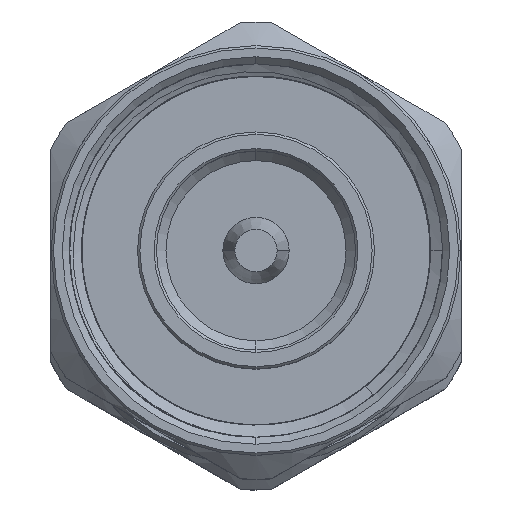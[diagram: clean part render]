
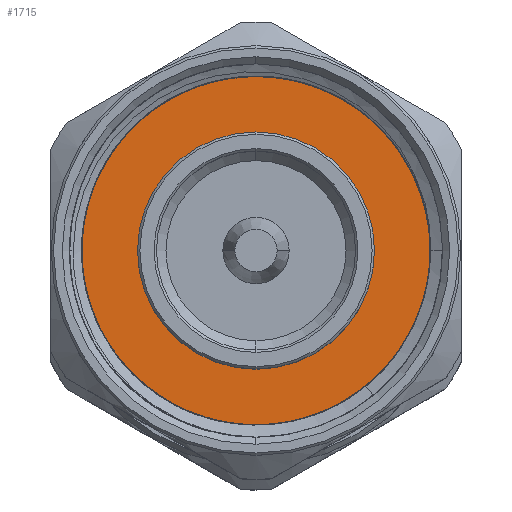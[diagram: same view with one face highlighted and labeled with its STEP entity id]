
A CAD part, top view. The second image highlights one B-rep face of the part: STEP entity #1715.
In plain terms, the highlighted face is planar.
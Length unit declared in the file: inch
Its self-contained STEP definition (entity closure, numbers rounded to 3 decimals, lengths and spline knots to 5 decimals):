
#49 = CARTESIAN_POINT ( 'NONE',  ( 0.3317, 0.07264, -0.37827 ) ) ;
#75 = CARTESIAN_POINT ( 'NONE',  ( 0.3317, 0.26397, -0.26976 ) ) ;
#133 = CARTESIAN_POINT ( 'NONE',  ( 0.3317, 0.25057, -0.28294 ) ) ;
#167 = CARTESIAN_POINT ( 'NONE',  ( 0.3317, -0.21342, -0.32895 ) ) ;
#417 = EDGE_CURVE ( 'NONE', #1802, #1286, #3276, .T. ) ;
#442 = AXIS2_PLACEMENT_3D ( 'NONE', #1915, #4209, #3690 ) ;
#456 = EDGE_CURVE ( 'NONE', #2941, #1802, #4486, .T. ) ;
#566 = CARTESIAN_POINT ( 'NONE',  ( 0.3317, -0.27282, -0.28385 ) ) ;
#627 = CARTESIAN_POINT ( 'NONE',  ( 0.3317, 0.01709, -0.38465 ) ) ;
#656 = CARTESIAN_POINT ( 'NONE',  ( 0.3317, -0.09337, -0.37703 ) ) ;
#811 = DIRECTION ( 'NONE',  ( 0., -1., 0. ) ) ;
#965 = ORIENTED_EDGE ( 'NONE', *, *, #5647, .F. ) ;
#995 = FACE_BOUND ( 'NONE', #4276, .T. ) ;
#1007 = CARTESIAN_POINT ( 'NONE',  ( 0.3317, -0.01075, -0.38563 ) ) ;
#1040 = CARTESIAN_POINT ( 'NONE',  ( 0.3317, -0.19728, -0.33825 ) ) ;
#1101 = CARTESIAN_POINT ( 'NONE',  ( 0.3317, 0.02643, -0.38387 ) ) ;
#1286 = VERTEX_POINT ( 'NONE', #5880 ) ;
#1361 = ORIENTED_EDGE ( 'NONE', *, *, #1631, .T. ) ;
#1474 = VERTEX_POINT ( 'NONE', #2606 ) ;
#1578 = CARTESIAN_POINT ( 'NONE',  ( 0.3317, -0.05683, -0.38319 ) ) ;
#1631 = EDGE_CURVE ( 'NONE', #1286, #4959, #5839, .T. ) ;
#1642 = AXIS2_PLACEMENT_3D ( 'NONE', #3636, #4116, #6037 ) ;
#1671 = CARTESIAN_POINT ( 'NONE',  ( 0.3317, -0.3937, 0. ) ) ;
#1715 = ADVANCED_FACE ( 'NONE', ( #995, #2909 ), #2184, .T. ) ;
#1779 = AXIS2_PLACEMENT_3D ( 'NONE', #1860, #1793, #811 ) ;
#1793 = DIRECTION ( 'NONE',  ( -1., 0., 0. ) ) ;
#1802 = VERTEX_POINT ( 'NONE', #1671 ) ;
#1860 = CARTESIAN_POINT ( 'NONE',  ( 0.3317, 0., 0. ) ) ;
#1915 = CARTESIAN_POINT ( 'NONE',  ( 0.3317, 0., 0. ) ) ;
#1934 = CARTESIAN_POINT ( 'NONE',  ( 0.3317, 0., 0. ) ) ;
#2054 = CARTESIAN_POINT ( 'NONE',  ( 0.3317, -0.16408, -0.3544 ) ) ;
#2086 = CARTESIAN_POINT ( 'NONE',  ( 0.3317, -0.259, -0.29645 ) ) ;
#2169 = ORIENTED_EDGE ( 'NONE', *, *, #456, .T. ) ;
#2184 = PLANE ( 'NONE',  #1642 ) ;
#2422 = CARTESIAN_POINT ( 'NONE',  ( 0.3317, 0., 0. ) ) ;
#2450 = DIRECTION ( 'NONE',  ( 0., -1., 0. ) ) ;
#2606 = CARTESIAN_POINT ( 'NONE',  ( 0.3317, 0.24999, 0. ) ) ;
#2700 = CARTESIAN_POINT ( 'NONE',  ( 0.3317, 0.36833, 0. ) ) ;
#2792 = ORIENTED_EDGE ( 'NONE', *, *, #3538, .F. ) ;
#2852 = EDGE_LOOP ( 'NONE', ( #2169, #5798, #1361, #3096 ) ) ;
#2909 = FACE_OUTER_BOUND ( 'NONE', #2852, .T. ) ;
#2941 = VERTEX_POINT ( 'NONE', #3910 ) ;
#2952 = CARTESIAN_POINT ( 'NONE',  ( 0.3317, 0.34356, -0.14563 ) ) ;
#3010 = CARTESIAN_POINT ( 'NONE',  ( 0.3317, 0.36341, -0.07443 ) ) ;
#3096 = ORIENTED_EDGE ( 'NONE', *, *, #6063, .T. ) ;
#3276 = CIRCLE ( 'NONE', #3672, 0.3937 ) ;
#3423 = CARTESIAN_POINT ( 'NONE',  ( 0.3317, 0.36797, -0.03733 ) ) ;
#3457 = CARTESIAN_POINT ( 'NONE',  ( 0.3317, 0.29945, -0.22719 ) ) ;
#3508 = CARTESIAN_POINT ( 'NONE',  ( 0.3317, 0.36833, 0. ) ) ;
#3538 = EDGE_CURVE ( 'NONE', #4831, #1474, #5405, .T. ) ;
#3627 = CARTESIAN_POINT ( 'NONE',  ( 0.3317, 0., 0. ) ) ;
#3636 = CARTESIAN_POINT ( 'NONE',  ( 0.3317, 0., 0. ) ) ;
#3672 = AXIS2_PLACEMENT_3D ( 'NONE', #3627, #4046, #5560 ) ;
#3690 = DIRECTION ( 'NONE',  ( 0., -1., 0. ) ) ;
#3839 = DIRECTION ( 'NONE',  ( 0., -1., 0. ) ) ;
#3897 = CARTESIAN_POINT ( 'NONE',  ( 0.3317, -0.11165, -0.37259 ) ) ;
#3910 = CARTESIAN_POINT ( 'NONE',  ( 0.3317, -0.27282, -0.28385 ) ) ;
#3932 = CARTESIAN_POINT ( 'NONE',  ( 0.3317, 0.35974, -0.0927 ) ) ;
#3964 = CARTESIAN_POINT ( 'NONE',  ( 0.3317, -0.24435, -0.30799 ) ) ;
#3994 = CARTESIAN_POINT ( 'NONE',  ( 0.3317, -0.14696, -0.36127 ) ) ;
#4046 = DIRECTION ( 'NONE',  ( -1., 0., 0. ) ) ;
#4096 = AXIS2_PLACEMENT_3D ( 'NONE', #1934, #5320, #3839 ) ;
#4116 = DIRECTION ( 'NONE',  ( -1., 0., 0. ) ) ;
#4155 = CIRCLE ( 'NONE', #442, 0.24999 ) ;
#4209 = DIRECTION ( 'NONE',  ( -1., 0., 0. ) ) ;
#4276 = EDGE_LOOP ( 'NONE', ( #2792, #965 ) ) ;
#4384 = CARTESIAN_POINT ( 'NONE',  ( 0.3317, 0.28835, -0.24193 ) ) ;
#4411 = CARTESIAN_POINT ( 'NONE',  ( 0.3317, -0.24999, 0. ) ) ;
#4443 = CARTESIAN_POINT ( 'NONE',  ( 0.3317, -0.03846, -0.38495 ) ) ;
#4474 = CARTESIAN_POINT ( 'NONE',  ( 0.3317, 0.17602, -0.33744 ) ) ;
#4486 = CIRCLE ( 'NONE', #1779, 0.3937 ) ;
#4831 = VERTEX_POINT ( 'NONE', #4411 ) ;
#4850 = CARTESIAN_POINT ( 'NONE',  ( 0.3317, 0.10823, -0.36857 ) ) ;
#4882 = CARTESIAN_POINT ( 'NONE',  ( 0.3317, 0.32839, -0.17951 ) ) ;
#4909 = CARTESIAN_POINT ( 'NONE',  ( 0.3317, 0.36886, -0.01871 ) ) ;
#4940 = CARTESIAN_POINT ( 'NONE',  ( 0.3317, 0.15955, -0.34614 ) ) ;
#4959 = VERTEX_POINT ( 'NONE', #2700 ) ;
#4972 = CARTESIAN_POINT ( 'NONE',  ( 0.3317, 0.34982, -0.12826 ) ) ;
#5320 = DIRECTION ( 'NONE',  ( -1., 0., 0. ) ) ;
#5405 = CIRCLE ( 'NONE', #4096, 0.24999 ) ;
#5410 = CARTESIAN_POINT ( 'NONE',  ( 0.3317, 0.31944, -0.19606 ) ) ;
#5560 = DIRECTION ( 'NONE',  ( 0., -1., 0. ) ) ;
#5647 = EDGE_CURVE ( 'NONE', #1474, #4831, #4155, .T. ) ;
#5751 = B_SPLINE_CURVE_WITH_KNOTS ( 'NONE', 3,
 ( #3508, #4909, #3423, #3010, #3932, #4972, #2952, #4882, #5410, #3457, #4384, #75, #133, #5791, #5854, #4474, #4940, #4850, #49, #1101, #627, #5885, #1007, #4443, #1578, #656, #3897, #3994, #2054, #1040, #167, #3964, #2086, #566 ),
 .UNSPECIFIED., .F., .F.,
 ( 4, 2, 2, 2, 2, 2, 2, 2, 2, 2, 2, 2, 2, 2, 2, 2, 4 ),
 ( 0., 0.00142, 0.00284, 0.00426, 0.00568, 0.0071, 0.00853, 0.00995, 0.01137, 0.01421, 0.01492, 0.01563, 0.01705, 0.01847, 0.01989, 0.02131, 0.02273 ),
 .UNSPECIFIED. ) ;
#5791 = CARTESIAN_POINT ( 'NONE',  ( 0.3317, 0.22225, -0.30698 ) ) ;
#5798 = ORIENTED_EDGE ( 'NONE', *, *, #417, .T. ) ;
#5839 = LINE ( 'NONE', #2422, #6057 ) ;
#5854 = CARTESIAN_POINT ( 'NONE',  ( 0.3317, 0.20734, -0.31787 ) ) ;
#5880 = CARTESIAN_POINT ( 'NONE',  ( 0.3317, 0.3937, 0. ) ) ;
#5885 = CARTESIAN_POINT ( 'NONE',  ( 0.3317, -0.00149, -0.38553 ) ) ;
#6037 = DIRECTION ( 'NONE',  ( 0., -1., 0. ) ) ;
#6057 = VECTOR ( 'NONE', #2450, 39.37008 ) ;
#6063 = EDGE_CURVE ( 'NONE', #4959, #2941, #5751, .T. ) ;
